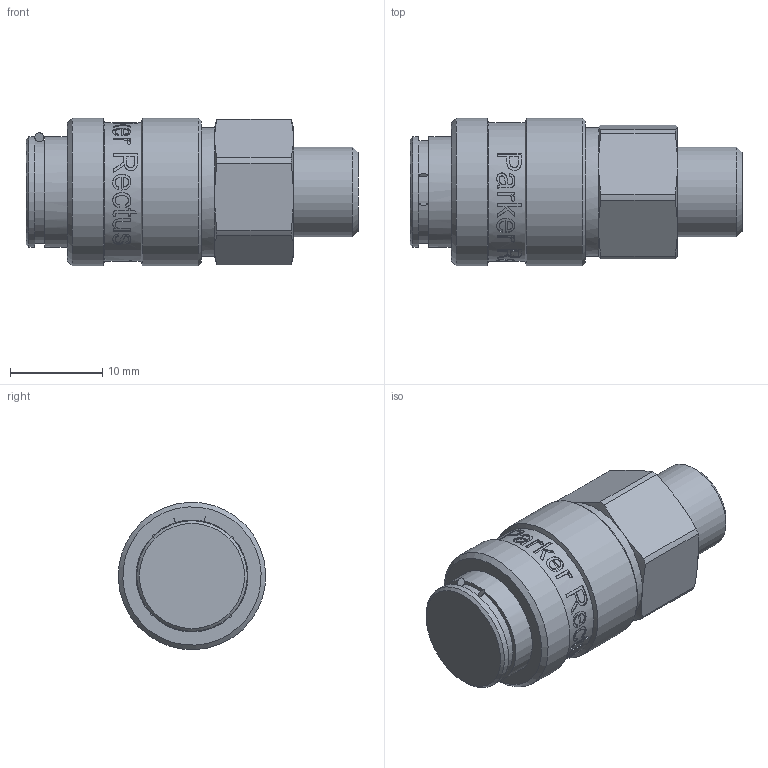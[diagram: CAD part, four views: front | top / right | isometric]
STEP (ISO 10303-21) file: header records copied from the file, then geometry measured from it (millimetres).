
FILE_DESCRIPTION((''),'2;1');
FILE_NAME('21klaw10mpx.stp','2013-11-20T15:55:38',('IA176480'),(''),'Autodesk Inventor 2013','Autodesk Inventor 2013','');
FILE_SCHEMA(('AUTOMOTIVE_DESIGN { 1 0 10303 214 1 1 1 1 }'));
Length unit declared in the file: millimetre
Products named in the file (1): D106530
Bounding box: 36 x 15.98 x 15.98 mm (x, y, z)
Volume: 5106.6 mm3; surface area: 3367.5 mm2
Topology: 2 solids, 3 shells, 340 faces, 876 edges, 578 vertices
Faces by surface type: bspline 138, plane 122, cylinder 46, cone 32, torus 2
Full cylindrical faces by diameter (mm): 9.728 x1, 11.15 x1, 12 x3, 12.15 x1, 12.75 x1, 14 x2, 14.6 x1, 15 x1, 16 x2
Entity records: 43503 total; most frequent: CARTESIAN_POINT 36168, ORIENTED_EDGE 1664, DIRECTION 959, EDGE_CURVE 832, VERTEX_POINT 564, EDGE_LOOP 410, B_SPLINE_CURVE_WITH_KNOTS 380, FACE_OUTER_BOUND 340
